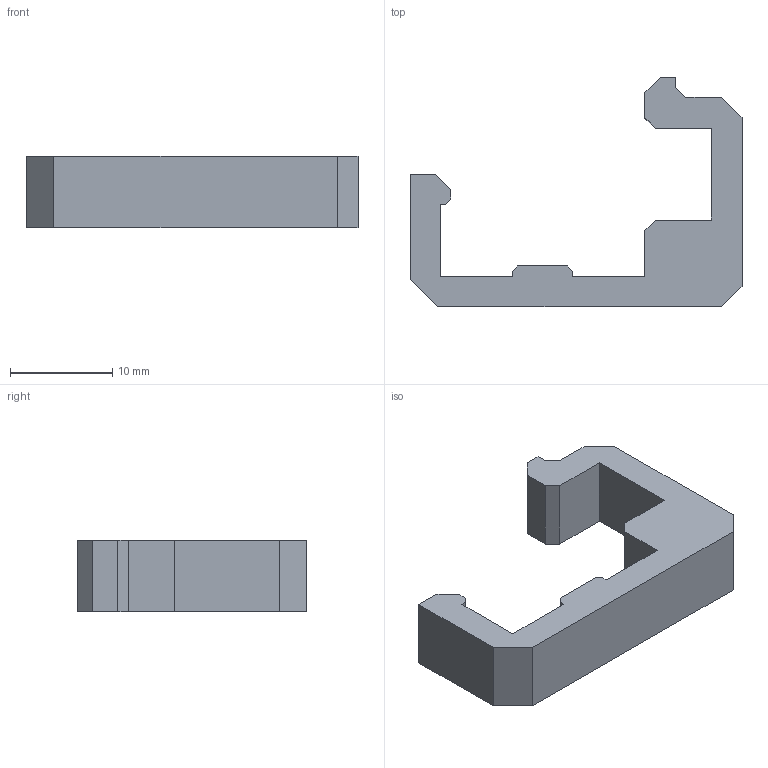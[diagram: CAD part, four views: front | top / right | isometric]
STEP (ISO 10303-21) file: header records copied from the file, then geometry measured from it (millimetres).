
FILE_DESCRIPTION(/* description */ (''),/* implementation_level */ '2;1');
FILE_NAME(/* name */ 'K3 Rail Aligner v2.step',/* time_stamp */ '2022-07-26T11:29:06-07:00',/* author */ (''),/* organization */ (''),/* preprocessor_version */ 'ST-DEVELOPER v19',/* originating_system */ 'Autodesk Translation Framework v11.7.0.108',/* authorisation */ '');
FILE_SCHEMA (('AUTOMOTIVE_DESIGN { 1 0 10303 214 3 1 1 }'));
Length unit declared in the file: millimetre
Products named in the file (1): K3 Rail Aligner
Bounding box: 32.5 x 22.5 x 7 mm (x, y, z)
Volume: 1675.2 mm3; surface area: 1449.4 mm2
Topology: 1 solids, 1 shells, 33 faces, 93 edges, 62 vertices
Faces by surface type: plane 33
Entity records: 1080 total; most frequent: CARTESIAN_POINT 189, ORIENTED_EDGE 186, DIRECTION 161, LINE 93, VECTOR 93, EDGE_CURVE 93, VERTEX_POINT 62, AXIS2_PLACEMENT_3D 34
